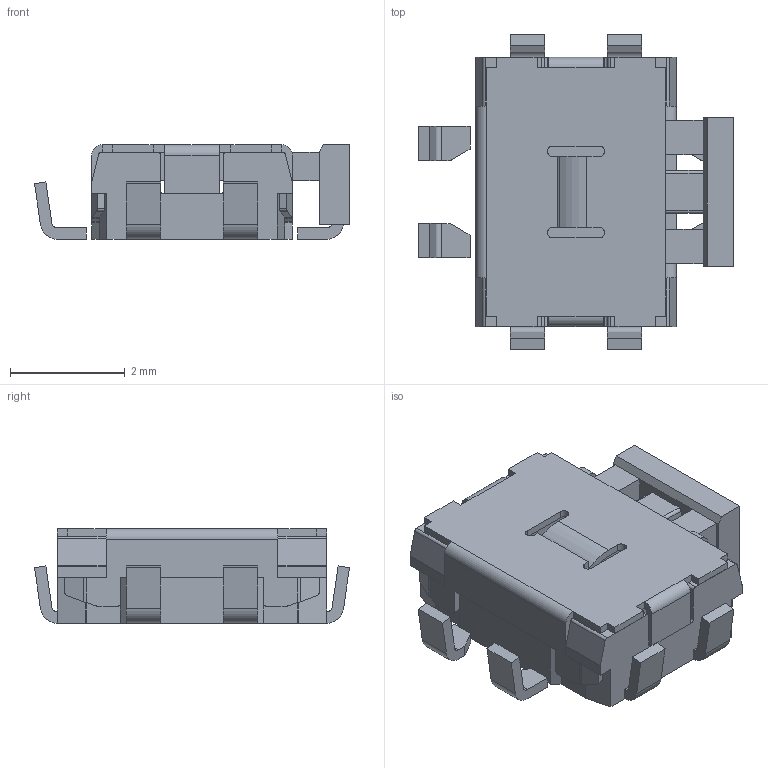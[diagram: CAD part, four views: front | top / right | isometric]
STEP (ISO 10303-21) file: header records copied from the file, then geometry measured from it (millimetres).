
FILE_DESCRIPTION( ( 'Unknown' ), '1' );
FILE_NAME( '4343x30458xx.stp', 'Unknown', ( 'Unknown' ), ( 'Unknown' ), 'XStep 1.0', 'Unknown', ' ' );
FILE_SCHEMA( ( 'automotive_design' ) );
Length unit declared in the file: millimetre
Products named in the file (8): Assem1; frame; pins; stem; cover
Bounding box: 5.5 x 5.5 x 1.65 mm (x, y, z)
Volume: 44.6 mm3; surface area: 307.2 mm2
Topology: 14 solids, 14 shells, 648 faces, 1740 edges, 1128 vertices
Faces by surface type: plane 496, cylinder 138, bspline 10, torus 4
Entity records: 11099 total; most frequent: CARTESIAN_POINT 1892, ORIENTED_EDGE 1738, DIRECTION 1649, EDGE_CURVE 869, LINE 727, VECTOR 727, VERTEX_POINT 564, AXIS2_PLACEMENT_3D 461
